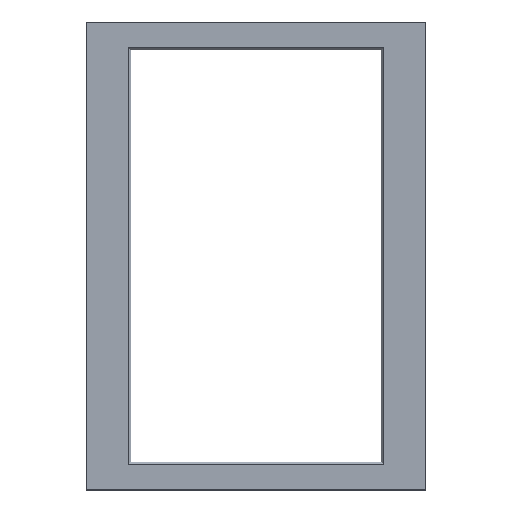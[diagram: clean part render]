
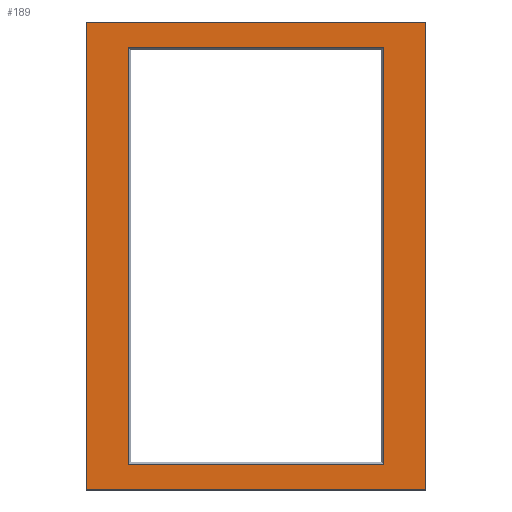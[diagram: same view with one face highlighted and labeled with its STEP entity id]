
A CAD part, top view. The second image highlights one B-rep face of the part: STEP entity #189.
In plain terms, the highlighted planar face has unit normal (0, 0, 1).
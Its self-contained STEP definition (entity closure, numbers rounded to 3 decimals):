
#15=FACE_BOUND('',#32,.T.);
#21=FACE_OUTER_BOUND('',#31,.T.);
#31=EDGE_LOOP('',(#143,#144,#145,#146));
#32=EDGE_LOOP('',(#147,#148,#149,#150));
#39=LINE('',#269,#63);
#43=LINE('',#277,#67);
#46=LINE('',#283,#70);
#50=LINE('',#289,#74);
#51=LINE('',#293,#75);
#52=LINE('',#295,#76);
#53=LINE('',#297,#77);
#54=LINE('',#298,#78);
#63=VECTOR('',#223,10.);
#67=VECTOR('',#229,10.);
#70=VECTOR('',#234,10.);
#74=VECTOR('',#240,10.);
#75=VECTOR('',#243,10.);
#76=VECTOR('',#244,10.);
#77=VECTOR('',#245,10.);
#78=VECTOR('',#246,10.);
#87=VERTEX_POINT('',#267);
#88=VERTEX_POINT('',#268);
#91=VERTEX_POINT('',#276);
#93=VERTEX_POINT('',#282);
#95=VERTEX_POINT('',#291);
#96=VERTEX_POINT('',#292);
#97=VERTEX_POINT('',#294);
#98=VERTEX_POINT('',#296);
#103=EDGE_CURVE('',#87,#88,#39,.T.);
#107=EDGE_CURVE('',#88,#91,#43,.T.);
#110=EDGE_CURVE('',#91,#93,#46,.T.);
#114=EDGE_CURVE('',#93,#87,#50,.T.);
#115=EDGE_CURVE('',#95,#96,#51,.T.);
#116=EDGE_CURVE('',#96,#97,#52,.T.);
#117=EDGE_CURVE('',#97,#98,#53,.T.);
#118=EDGE_CURVE('',#98,#95,#54,.T.);
#143=ORIENTED_EDGE('',*,*,#115,.T.);
#144=ORIENTED_EDGE('',*,*,#116,.T.);
#145=ORIENTED_EDGE('',*,*,#117,.T.);
#146=ORIENTED_EDGE('',*,*,#118,.T.);
#147=ORIENTED_EDGE('',*,*,#103,.F.);
#148=ORIENTED_EDGE('',*,*,#114,.F.);
#149=ORIENTED_EDGE('',*,*,#110,.F.);
#150=ORIENTED_EDGE('',*,*,#107,.F.);
#179=PLANE('',#213);
#189=ADVANCED_FACE('',(#21,#15),#179,.T.);
#213=AXIS2_PLACEMENT_3D('',#290,#241,#242);
#223=DIRECTION('',(1.,0.,0.));
#229=DIRECTION('',(0.,1.,0.));
#234=DIRECTION('',(-1.,0.,0.));
#240=DIRECTION('',(0.,-1.,0.));
#241=DIRECTION('center_axis',(0.,0.,1.));
#242=DIRECTION('ref_axis',(1.,0.,0.));
#243=DIRECTION('',(0.,-1.,0.));
#244=DIRECTION('',(1.,0.,0.));
#245=DIRECTION('',(0.,1.,0.));
#246=DIRECTION('',(-1.,0.,0.));
#267=CARTESIAN_POINT('',(16.25,9.875,1.));
#268=CARTESIAN_POINT('',(115.75,9.875,1.));
#269=CARTESIAN_POINT('',(90.375,9.875,1.));
#276=CARTESIAN_POINT('',(115.75,172.125,1.));
#277=CARTESIAN_POINT('',(115.75,131.063,1.));
#282=CARTESIAN_POINT('',(16.25,172.125,1.));
#283=CARTESIAN_POINT('',(41.625,172.125,1.));
#289=CARTESIAN_POINT('',(16.25,50.938,1.));
#290=CARTESIAN_POINT('Origin',(66.,91.,1.));
#291=CARTESIAN_POINT('',(0.,182.,1.));
#292=CARTESIAN_POINT('',(0.,0.,1.));
#293=CARTESIAN_POINT('',(0.,182.,1.));
#294=CARTESIAN_POINT('',(132.,0.,1.));
#295=CARTESIAN_POINT('',(0.,0.,1.));
#296=CARTESIAN_POINT('',(132.,182.,1.));
#297=CARTESIAN_POINT('',(132.,0.,1.));
#298=CARTESIAN_POINT('',(132.,182.,1.));
